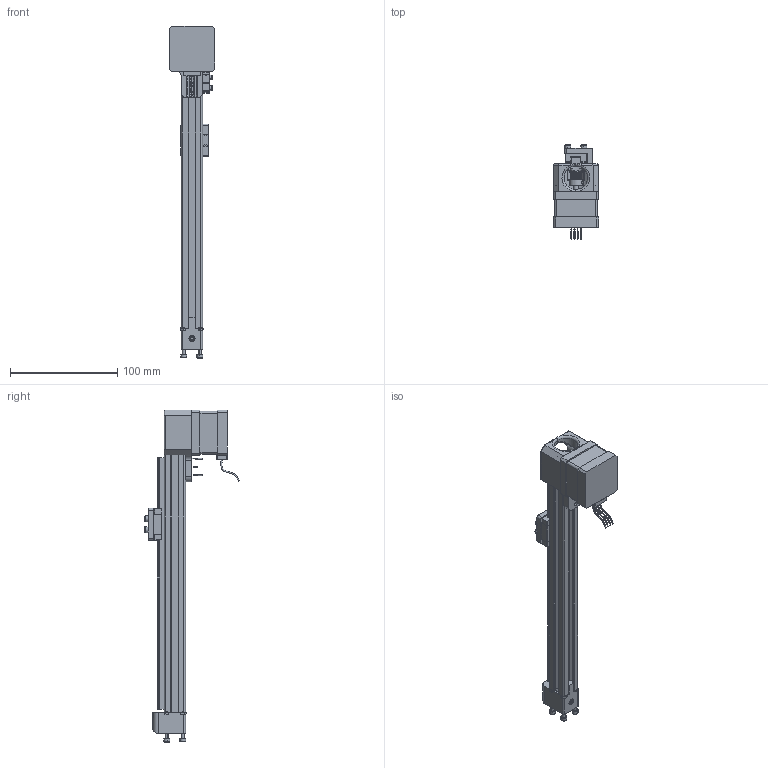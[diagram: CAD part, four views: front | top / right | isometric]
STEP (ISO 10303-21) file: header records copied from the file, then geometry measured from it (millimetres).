
FILE_DESCRIPTION (( 'STEP AP203' ), '1' );
FILE_NAME ('Linear-Actor-A.STEP', '2017-07-07T14:19:08', ( '' ), ( '' ), 'SwSTEP 2.0', 'SolidWorks 2016', '' );
FILE_SCHEMA (( 'CONFIG_CONTROL_DESIGN' ));
Length unit declared in the file: millimetre
Products named in the file (18): Linear-Actor-A; 50003 _X2_680751C64EF6_X0__16_X2_9F7F76AE5E268F6E_X0_; MNG9C_slider_block_middle; hexagon socket head cap screws gb-Ananas-M2.5_GB_FASTENER_SCREWS_HSHCS M2.5X10-N; 50004 _X2_680751C64EF6_X0__42_X2_6B658FDB7535673A_X0_; MNG9C_slider_block; motor-end; hex nuts, style 1-grades ab gb_GB_FASTENER_NUT_SNAB1 M3-N; bear-base; MNG9C-235L; MNG9C_slider_block_side; hexagon socket head cap screws gb-Ananas_GB_FASTENER_SCREWS_HSHCS M3X25-N; slider-1; hexagon socket head cap screws gb-Ananas_GB_FASTENER_SCREWS_HSHCS M3X8-N; 2020-240; switch; bear-Z-3
Assembly tree (46 placements, depth 3):
  Linear-Actor-A
    2020-240
    MNG9C-235L
    MNG9C_slider_block
      MNG9C_slider_block_middle
      MNG9C_slider_block_side  x2
    switch
    slider-1
    bear-base
    bear-Z-3  x2
    motor-end
      motor-end
      50004 _X2_680751C64EF6_X0__42_X2_6B658FDB7535673A_X0_
    50003 _X2_680751C64EF6_X0__16_X2_9F7F76AE5E268F6E_X0_
    hexagon socket head cap screws gb-Ananas_GB_FASTENER_SCREWS_HSHCS M3X8-N  x19
    hexagon socket head cap screws gb-Ananas_GB_FASTENER_SCREWS_HSHCS M3X25-N  x5
    hex nuts, style 1-grades ab gb_GB_FASTENER_NUT_SNAB1 M3-N  x5
    hexagon socket head cap screws gb-Ananas-M2.5_GB_FASTENER_SCREWS_HSHCS M2.5X10-N  x2
Bounding box: 42.25 x 88.09 x 309.97 mm (x, y, z)
Volume: 158172.4 mm3; surface area: 99486.6 mm2
Topology: 59 solids, 59 shells, 1538 faces, 3766 edges, 2366 vertices
Faces by surface type: plane 859, cylinder 447, cone 160, torus 54, bspline 18
Entity records: 36772 total; most frequent: CARTESIAN_POINT 12504, DIRECTION 4597, ORIENTED_EDGE 4418, EDGE_CURVE 2209, AXIS2_PLACEMENT_3D 1591, VERTEX_POINT 1449, LINE 1415, VECTOR 1415
